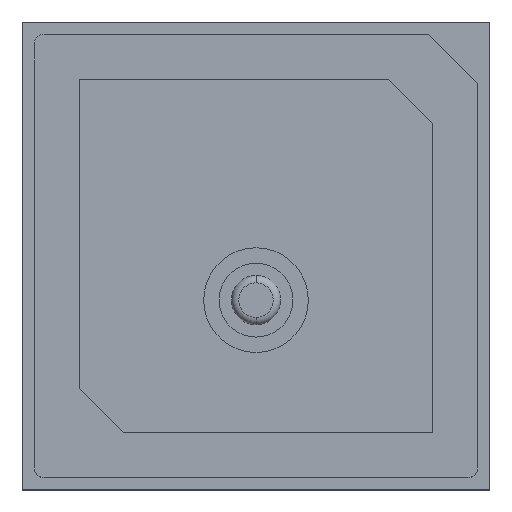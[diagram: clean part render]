
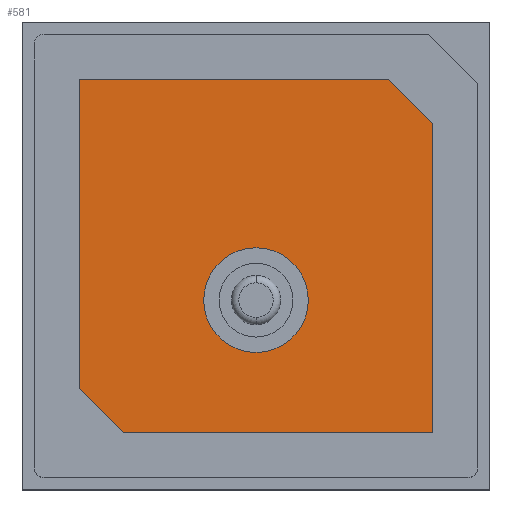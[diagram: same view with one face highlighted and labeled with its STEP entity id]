
A CAD part, top view. The second image highlights one B-rep face of the part: STEP entity #581.
In plain terms, the highlighted face is planar.
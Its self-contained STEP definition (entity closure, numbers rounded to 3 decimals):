
#360 = VERTEX_POINT('',#361);
#361 = CARTESIAN_POINT('',(0.,4.4,3.925));
#367 = EDGE_CURVE('',#368,#360,#370,.T.);
#368 = VERTEX_POINT('',#369);
#369 = CARTESIAN_POINT('',(0.,4.4,-0.325));
#370 = CIRCLE('',#371,2.125);
#371 = AXIS2_PLACEMENT_3D('',#372,#373,#374);
#372 = CARTESIAN_POINT('',(0.,4.4,1.8));
#373 = DIRECTION('',(0.,1.,0.));
#374 = DIRECTION('',(0.,0.,1.));
#410 = VERTEX_POINT('',#411);
#411 = CARTESIAN_POINT('',(-7.175,4.4,5.375));
#417 = EDGE_CURVE('',#418,#410,#420,.T.);
#418 = VERTEX_POINT('',#419);
#419 = CARTESIAN_POINT('',(-7.175,4.4,-7.175));
#420 = LINE('',#421,#422);
#421 = CARTESIAN_POINT('',(-7.175,4.4,5.375));
#422 = VECTOR('',#423,1.);
#423 = DIRECTION('',(0.,0.,1.));
#448 = VERTEX_POINT('',#449);
#449 = CARTESIAN_POINT('',(-5.375,4.4,7.175));
#455 = EDGE_CURVE('',#410,#448,#456,.T.);
#456 = LINE('',#457,#458);
#457 = CARTESIAN_POINT('',(-7.175,4.4,5.375));
#458 = VECTOR('',#459,1.);
#459 = DIRECTION('',(0.707,0.,0.707));
#479 = VERTEX_POINT('',#480);
#480 = CARTESIAN_POINT('',(7.175,4.4,7.175));
#486 = EDGE_CURVE('',#448,#479,#487,.T.);
#487 = LINE('',#488,#489);
#488 = CARTESIAN_POINT('',(-5.375,4.4,7.175));
#489 = VECTOR('',#490,1.);
#490 = DIRECTION('',(1.,0.,0.));
#510 = VERTEX_POINT('',#511);
#511 = CARTESIAN_POINT('',(7.175,4.4,-5.375));
#517 = EDGE_CURVE('',#479,#510,#518,.T.);
#518 = LINE('',#519,#520);
#519 = CARTESIAN_POINT('',(7.175,4.4,7.175));
#520 = VECTOR('',#521,1.);
#521 = DIRECTION('',(0.,0.,-1.));
#541 = VERTEX_POINT('',#542);
#542 = CARTESIAN_POINT('',(5.375,4.4,-7.175));
#548 = EDGE_CURVE('',#510,#541,#549,.T.);
#549 = LINE('',#550,#551);
#550 = CARTESIAN_POINT('',(5.375,4.4,-7.175));
#551 = VECTOR('',#552,1.);
#552 = DIRECTION('',(-0.707,0.,-0.707));
#570 = EDGE_CURVE('',#541,#418,#571,.T.);
#571 = LINE('',#572,#573);
#572 = CARTESIAN_POINT('',(-7.175,4.4,-7.175));
#573 = VECTOR('',#574,1.);
#574 = DIRECTION('',(-1.,0.,0.));
#581 = ADVANCED_FACE('',(#582,#592),#600,.T.);
#582 = FACE_BOUND('',#583,.T.);
#583 = EDGE_LOOP('',(#584,#591));
#584 = ORIENTED_EDGE('',*,*,#585,.F.);
#585 = EDGE_CURVE('',#360,#368,#586,.T.);
#586 = CIRCLE('',#587,2.125);
#587 = AXIS2_PLACEMENT_3D('',#588,#589,#590);
#588 = CARTESIAN_POINT('',(0.,4.4,1.8));
#589 = DIRECTION('',(0.,1.,0.));
#590 = DIRECTION('',(0.,0.,1.));
#591 = ORIENTED_EDGE('',*,*,#367,.F.);
#592 = FACE_BOUND('',#593,.T.);
#593 = EDGE_LOOP('',(#594,#595,#596,#597,#598,#599));
#594 = ORIENTED_EDGE('',*,*,#570,.T.);
#595 = ORIENTED_EDGE('',*,*,#417,.T.);
#596 = ORIENTED_EDGE('',*,*,#455,.T.);
#597 = ORIENTED_EDGE('',*,*,#486,.T.);
#598 = ORIENTED_EDGE('',*,*,#517,.T.);
#599 = ORIENTED_EDGE('',*,*,#548,.T.);
#600 = PLANE('',#601);
#601 = AXIS2_PLACEMENT_3D('',#602,#603,#604);
#602 = CARTESIAN_POINT('',(0.,4.4,0.));
#603 = DIRECTION('',(0.,1.,0.));
#604 = DIRECTION('',(0.,0.,1.));
